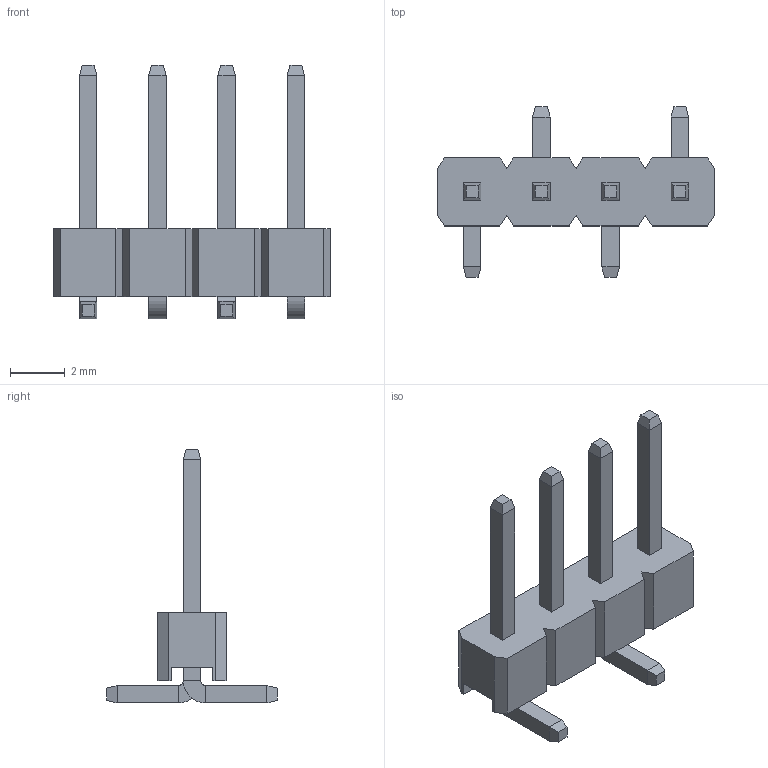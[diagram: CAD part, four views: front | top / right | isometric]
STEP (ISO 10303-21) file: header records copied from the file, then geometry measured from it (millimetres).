
FILE_DESCRIPTION (( 'STEP AP214' ), '1' );
FILE_NAME ('FPH25470-S04S1014190712M-REF.STEP', '2026-01-16T02:37:04', ( '' ), ( '' ), 'SwSTEP 2.0', 'SolidWorks 2021', '' );
FILE_SCHEMA (( 'AUTOMOTIVE_DESIGN' ));
Length unit declared in the file: millimetre
Products named in the file (1): FPH25470-S04S1014190712M-REF
Bounding box: 10.16 x 6.25 x 9.32 mm (x, y, z)
Volume: 69.8 mm3; surface area: 224.8 mm2
Topology: 1 solids, 1 shells, 136 faces, 314 edges, 188 vertices
Faces by surface type: plane 128, cylinder 8
Entity records: 3736 total; most frequent: CARTESIAN_POINT 639, ORIENTED_EDGE 628, DIRECTION 604, EDGE_CURVE 314, LINE 298, VECTOR 298, VERTEX_POINT 188, AXIS2_PLACEMENT_3D 153
